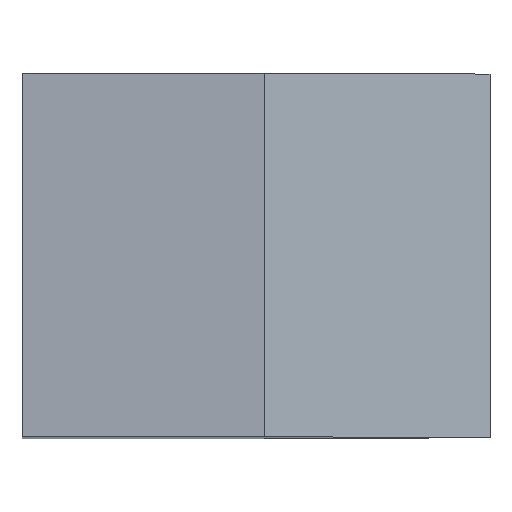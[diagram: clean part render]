
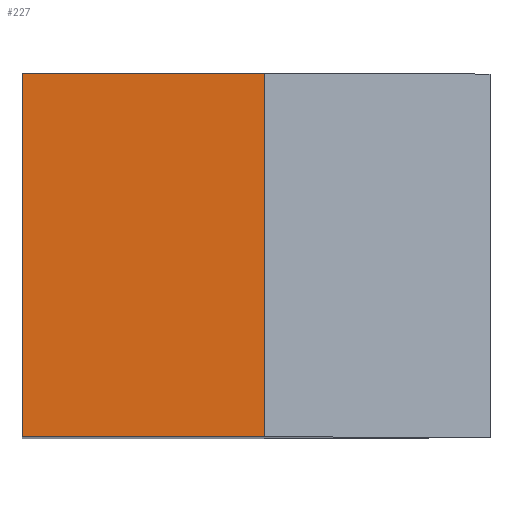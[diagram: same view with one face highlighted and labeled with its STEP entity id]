
A CAD part, top view. The second image highlights one B-rep face of the part: STEP entity #227.
In plain terms, the highlighted planar face has unit normal (0, 0, 1).
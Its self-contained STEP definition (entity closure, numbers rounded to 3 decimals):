
#21=PLANE('',#257);
#32=FACE_OUTER_BOUND('',#46,.T.);
#46=EDGE_LOOP('',(#178,#179,#180,#181));
#64=LINE('',#356,#88);
#65=LINE('',#359,#89);
#66=LINE('',#361,#90);
#67=LINE('',#362,#91);
#88=VECTOR('',#293,10.);
#89=VECTOR('',#296,10.);
#90=VECTOR('',#297,10.);
#91=VECTOR('',#298,10.);
#118=VERTEX_POINT('',#352);
#119=VERTEX_POINT('',#354);
#120=VERTEX_POINT('',#358);
#121=VERTEX_POINT('',#360);
#142=EDGE_CURVE('',#118,#119,#64,.T.);
#143=EDGE_CURVE('',#118,#120,#65,.T.);
#144=EDGE_CURVE('',#121,#119,#66,.T.);
#145=EDGE_CURVE('',#120,#121,#67,.T.);
#178=ORIENTED_EDGE('',*,*,#143,.F.);
#179=ORIENTED_EDGE('',*,*,#142,.T.);
#180=ORIENTED_EDGE('',*,*,#144,.F.);
#181=ORIENTED_EDGE('',*,*,#145,.F.);
#227=ADVANCED_FACE('',(#32),#21,.T.);
#257=AXIS2_PLACEMENT_3D('',#357,#294,#295);
#293=DIRECTION('',(0.,-1.,0.));
#294=DIRECTION('center_axis',(0.,0.,1.));
#295=DIRECTION('ref_axis',(-1.,0.,0.));
#296=DIRECTION('',(1.,0.,0.));
#297=DIRECTION('',(-1.,0.,0.));
#298=DIRECTION('',(0.,-1.,0.));
#352=CARTESIAN_POINT('',(-22.202,11.778,16.981));
#354=CARTESIAN_POINT('',(-22.202,5.778,16.981));
#356=CARTESIAN_POINT('',(-22.202,11.778,16.981));
#357=CARTESIAN_POINT('Origin',(-18.202,11.778,16.981));
#358=CARTESIAN_POINT('',(-18.202,11.778,16.981));
#359=CARTESIAN_POINT('',(-22.202,11.778,16.981));
#360=CARTESIAN_POINT('',(-18.202,5.778,16.981));
#361=CARTESIAN_POINT('',(-22.202,5.778,16.981));
#362=CARTESIAN_POINT('',(-18.202,11.778,16.981));
